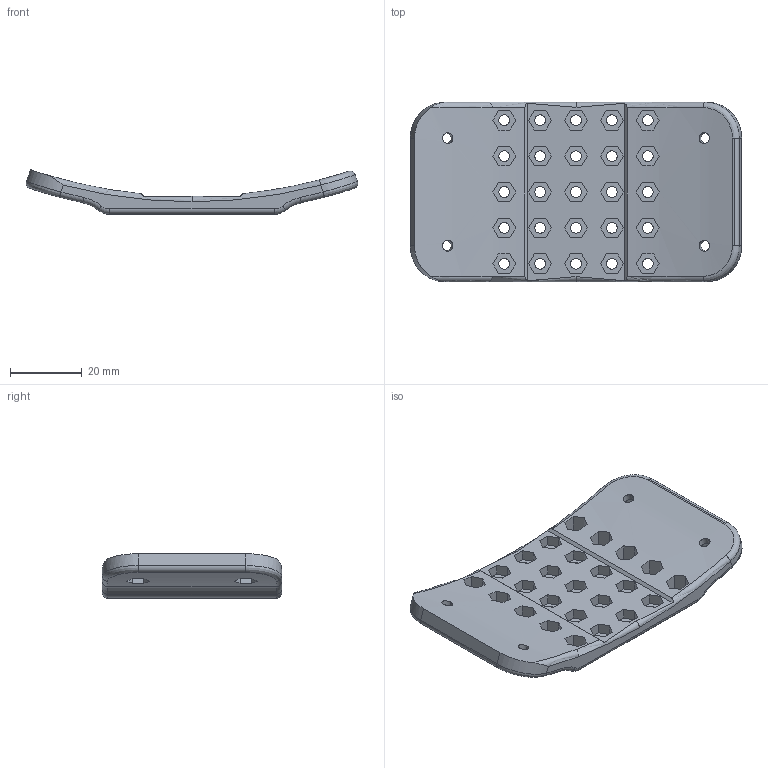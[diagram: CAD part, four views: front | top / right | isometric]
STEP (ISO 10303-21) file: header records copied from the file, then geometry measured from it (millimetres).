
FILE_DESCRIPTION (( 'STEP AP214' ), '1' );
FILE_NAME ('賑輸R125.ST', '2024-11-26T10:47:15', ( '' ), ( '' ), 'SwSTEP 2.0', 'SolidWorks 2024', '' );
FILE_SCHEMA (( 'AUTOMOTIVE_DESIGN' ));
Length unit declared in the file: millimetre
Products named in the file (1): 滑块R125
Bounding box: 92.4 x 50 x 12.43 mm (x, y, z)
Volume: 21402.2 mm3; surface area: 12418.3 mm2
Topology: 1 solids, 1 shells, 309 faces, 810 edges, 532 vertices
Faces by surface type: plane 211, cylinder 76, torus 16, bspline 6
Entity records: 10733 total; most frequent: CARTESIAN_POINT 3042, ORIENTED_EDGE 1620, DIRECTION 1518, EDGE_CURVE 810, LINE 534, VECTOR 534, VERTEX_POINT 532, AXIS2_PLACEMENT_3D 492
